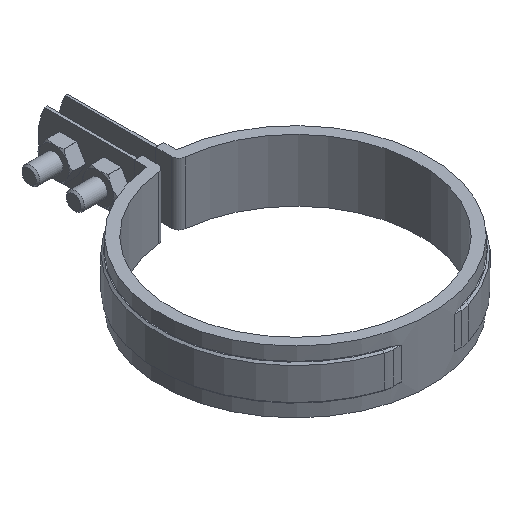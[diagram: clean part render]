
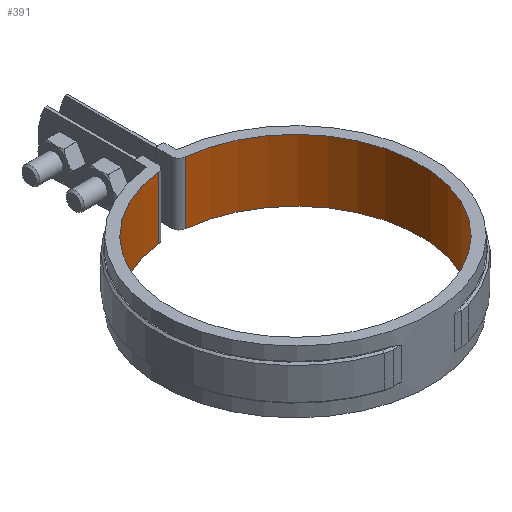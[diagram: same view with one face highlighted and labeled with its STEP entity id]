
A CAD part, isometric view. The second image highlights one B-rep face of the part: STEP entity #391.
In plain terms, the highlighted cylindrical face has radius 69.9 mm (diameter 139.8 mm), a partial arc.
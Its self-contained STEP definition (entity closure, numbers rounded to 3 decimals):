
#391 = ADVANCED_FACE( '', ( #634 ), #635, .F. );
#634 = FACE_OUTER_BOUND( '', #1712, .T. );
#635 = CYLINDRICAL_SURFACE( '', #1713, 69.9 );
#1712 = EDGE_LOOP( '', ( #4073, #4074, #4075, #4076 ) );
#1713 = AXIS2_PLACEMENT_3D( '', #4077, #4078, #4079 );
#4073 = ORIENTED_EDGE( '', *, *, #4791, .T. );
#4074 = ORIENTED_EDGE( '', *, *, #4805, .F. );
#4075 = ORIENTED_EDGE( '', *, *, #4873, .F. );
#4076 = ORIENTED_EDGE( '', *, *, #4874, .T. );
#4077 = CARTESIAN_POINT( '', ( 0., 0., -32. ) );
#4078 = DIRECTION( '', ( 0., 0., 1. ) );
#4079 = DIRECTION( '', ( -0.106, -0.994, 0. ) );
#4791 = EDGE_CURVE( '', #5337, #5335, #5338, .T. );
#4805 = EDGE_CURVE( '', #5361, #5335, #5363, .T. );
#4873 = EDGE_CURVE( '', #5462, #5361, #5463, .T. );
#4874 = EDGE_CURVE( '', #5462, #5337, #5464, .T. );
#5335 = VERTEX_POINT( '', #7864 );
#5337 = VERTEX_POINT( '', #7866 );
#5338 = LINE( '', #7867, #7868 );
#5361 = VERTEX_POINT( '', #7904 );
#5363 = CIRCLE( '', #7906, 69.9 );
#5462 = VERTEX_POINT( '', #8061 );
#5463 = LINE( '', #8062, #8063 );
#5464 = CIRCLE( '', #8064, 69.9 );
#7864 = CARTESIAN_POINT( '', ( -7.378, 69.51, 1.5 ) );
#7866 = CARTESIAN_POINT( '', ( -7.378, 69.51, -33.5 ) );
#7867 = CARTESIAN_POINT( '', ( -7.378, 69.51, -32. ) );
#7868 = VECTOR( '', #8689, 1000. );
#7904 = CARTESIAN_POINT( '', ( 7.378, 69.51, 1.5 ) );
#7906 = AXIS2_PLACEMENT_3D( '', #8706, #8707, #8708 );
#8061 = CARTESIAN_POINT( '', ( 7.378, 69.51, -33.5 ) );
#8062 = CARTESIAN_POINT( '', ( 7.378, 69.51, -32. ) );
#8063 = VECTOR( '', #8819, 1000. );
#8064 = AXIS2_PLACEMENT_3D( '', #8820, #8821, #8822 );
#8689 = DIRECTION( '', ( 0., 0., 1. ) );
#8706 = CARTESIAN_POINT( '', ( 0., 0., 1.5 ) );
#8707 = DIRECTION( '', ( 0., 0., -1. ) );
#8708 = DIRECTION( '', ( -1., 0., 0. ) );
#8819 = DIRECTION( '', ( 0., 0., 1. ) );
#8820 = CARTESIAN_POINT( '', ( 0., 0., -33.5 ) );
#8821 = DIRECTION( '', ( 0., 0., -1. ) );
#8822 = DIRECTION( '', ( -1., 0., 0. ) );
